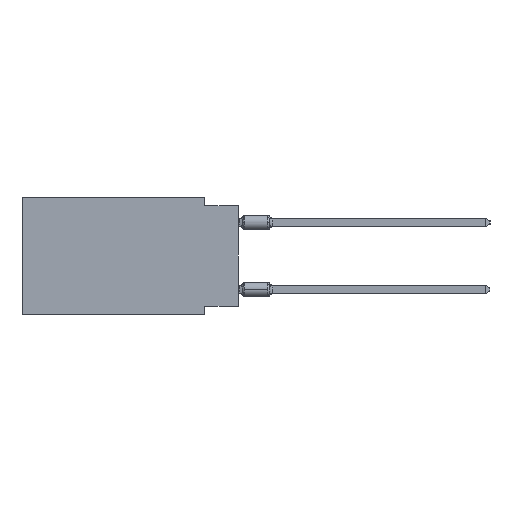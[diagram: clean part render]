
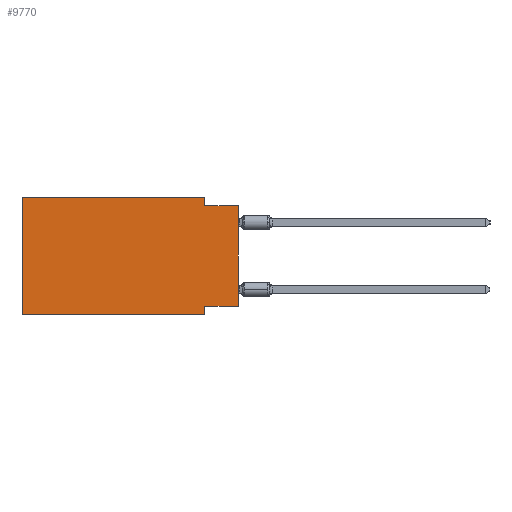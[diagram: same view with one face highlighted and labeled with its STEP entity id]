
A CAD part, left-side view. The second image highlights one B-rep face of the part: STEP entity #9770.
In plain terms, the highlighted planar face has unit normal (-1, 0, 0).
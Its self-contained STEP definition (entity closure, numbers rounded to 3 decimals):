
#245 = CARTESIAN_POINT ( 'NONE',  ( 0., 0., -0.635 ) ) ;
#879 = ORIENTED_EDGE ( 'NONE', *, *, #47930, .F. ) ;
#1901 = CARTESIAN_POINT ( 'NONE',  ( 0., 16.383, 0. ) ) ;
#4735 = EDGE_LOOP ( 'NONE', ( #24372, #25275, #879, #35951, #14452, #44655, #44854, #28378 ) ) ;
#4798 = LINE ( 'NONE', #45506, #56192 ) ;
#5586 = LINE ( 'NONE', #18863, #33473 ) ;
#6224 = FACE_OUTER_BOUND ( 'NONE', #4735, .T. ) ;
#6259 = DIRECTION ( 'NONE',  ( 0., -1., 0. ) ) ;
#8509 = VERTEX_POINT ( 'NONE', #23627 ) ;
#9770 = ADVANCED_FACE ( 'NONE', ( #6224 ), #14785, .F. ) ;
#10358 = CARTESIAN_POINT ( 'NONE',  ( 0., 16.383, 0. ) ) ;
#11611 = CARTESIAN_POINT ( 'NONE',  ( 0., 2.54, -8.89 ) ) ;
#12597 = VERTEX_POINT ( 'NONE', #18974 ) ;
#14452 = ORIENTED_EDGE ( 'NONE', *, *, #32950, .F. ) ;
#14785 = PLANE ( 'NONE',  #35860 ) ;
#16981 = CARTESIAN_POINT ( 'NONE',  ( 0., 0., -0.635 ) ) ;
#18628 = DIRECTION ( 'NONE',  ( 0., 0., -1. ) ) ;
#18863 = CARTESIAN_POINT ( 'NONE',  ( 0., 0., -8.255 ) ) ;
#18974 = CARTESIAN_POINT ( 'NONE',  ( 0., 2.54, -8.255 ) ) ;
#19937 = VECTOR ( 'NONE', #56283, 1000. ) ;
#20175 = DIRECTION ( 'NONE',  ( 0., 0., 1. ) ) ;
#20402 = LINE ( 'NONE', #20983, #32086 ) ;
#20417 = CARTESIAN_POINT ( 'NONE',  ( 0., 2.54, 0. ) ) ;
#20925 = CARTESIAN_POINT ( 'NONE',  ( 0., 0., 0. ) ) ;
#20983 = CARTESIAN_POINT ( 'NONE',  ( 0., 16.383, -8.89 ) ) ;
#21218 = EDGE_CURVE ( 'NONE', #12597, #56204, #36728, .T. ) ;
#22556 = CARTESIAN_POINT ( 'NONE',  ( 0., 2.54, -8.89 ) ) ;
#22588 = VECTOR ( 'NONE', #42792, 1000. ) ;
#23627 = CARTESIAN_POINT ( 'NONE',  ( 0., 16.383, 0. ) ) ;
#23637 = DIRECTION ( 'NONE',  ( 1., 0., 0. ) ) ;
#23812 = CARTESIAN_POINT ( 'NONE',  ( 0., 16.383, -8.89 ) ) ;
#24311 = LINE ( 'NONE', #1901, #41037 ) ;
#24372 = ORIENTED_EDGE ( 'NONE', *, *, #41361, .T. ) ;
#24374 = CARTESIAN_POINT ( 'NONE',  ( 0., 16.383, 0. ) ) ;
#24667 = LINE ( 'NONE', #16981, #28706 ) ;
#24670 = LINE ( 'NONE', #24374, #19937 ) ;
#25121 = VERTEX_POINT ( 'NONE', #20417 ) ;
#25275 = ORIENTED_EDGE ( 'NONE', *, *, #32586, .F. ) ;
#27181 = EDGE_CURVE ( 'NONE', #8509, #25121, #24670, .T. ) ;
#28378 = ORIENTED_EDGE ( 'NONE', *, *, #34659, .F. ) ;
#28706 = VECTOR ( 'NONE', #53866, 1000. ) ;
#28871 = CARTESIAN_POINT ( 'NONE',  ( 0., 0., -8.255 ) ) ;
#31729 = DIRECTION ( 'NONE',  ( 0., 0., -1. ) ) ;
#32086 = VECTOR ( 'NONE', #6259, 1000. ) ;
#32458 = DIRECTION ( 'NONE',  ( 0., 1., 0. ) ) ;
#32586 = EDGE_CURVE ( 'NONE', #45596, #39312, #24667, .T. ) ;
#32950 = EDGE_CURVE ( 'NONE', #33586, #8509, #24311, .T. ) ;
#33473 = VECTOR ( 'NONE', #32458, 1000. ) ;
#33586 = VERTEX_POINT ( 'NONE', #23812 ) ;
#33988 = VECTOR ( 'NONE', #31729, 1000. ) ;
#34539 = LINE ( 'NONE', #20925, #22588 ) ;
#34659 = EDGE_CURVE ( 'NONE', #35203, #12597, #5586, .T. ) ;
#35203 = VERTEX_POINT ( 'NONE', #28871 ) ;
#35860 = AXIS2_PLACEMENT_3D ( 'NONE', #10358, #23637, #18628 ) ;
#35951 = ORIENTED_EDGE ( 'NONE', *, *, #27181, .F. ) ;
#36728 = LINE ( 'NONE', #22556, #33988 ) ;
#39312 = VERTEX_POINT ( 'NONE', #245 ) ;
#39499 = CARTESIAN_POINT ( 'NONE',  ( 0., 2.54, -0.635 ) ) ;
#41037 = VECTOR ( 'NONE', #20175, 1000. ) ;
#41098 = DIRECTION ( 'NONE',  ( 0., 0., -1. ) ) ;
#41361 = EDGE_CURVE ( 'NONE', #35203, #39312, #34539, .T. ) ;
#42407 = EDGE_CURVE ( 'NONE', #33586, #56204, #20402, .T. ) ;
#42792 = DIRECTION ( 'NONE',  ( 0., 0., 1. ) ) ;
#44655 = ORIENTED_EDGE ( 'NONE', *, *, #42407, .T. ) ;
#44854 = ORIENTED_EDGE ( 'NONE', *, *, #21218, .F. ) ;
#45506 = CARTESIAN_POINT ( 'NONE',  ( 0., 2.54, 0. ) ) ;
#45596 = VERTEX_POINT ( 'NONE', #39499 ) ;
#47930 = EDGE_CURVE ( 'NONE', #25121, #45596, #4798, .T. ) ;
#53866 = DIRECTION ( 'NONE',  ( 0., -1., 0. ) ) ;
#56192 = VECTOR ( 'NONE', #41098, 1000. ) ;
#56204 = VERTEX_POINT ( 'NONE', #11611 ) ;
#56283 = DIRECTION ( 'NONE',  ( 0., -1., 0. ) ) ;
